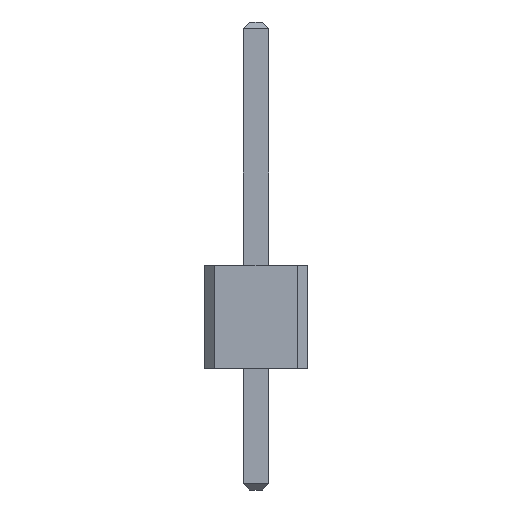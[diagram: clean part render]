
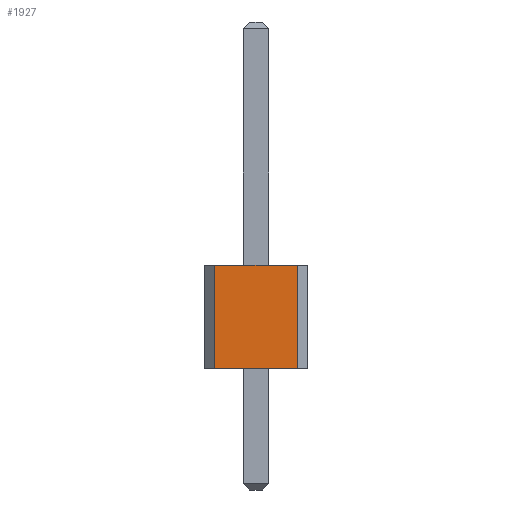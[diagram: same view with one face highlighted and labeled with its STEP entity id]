
A CAD part, front view. The second image highlights one B-rep face of the part: STEP entity #1927.
In plain terms, the highlighted planar face has unit normal (0, -1, 0).
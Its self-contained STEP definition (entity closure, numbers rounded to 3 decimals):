
#54=FACE_OUTER_BOUND('',#168,.T.);
#168=EDGE_LOOP('',(#1386,#1387,#1388,#1389));
#257=LINE('',#2626,#513);
#321=LINE('',#2753,#577);
#367=LINE('',#2844,#623);
#369=LINE('',#2848,#625);
#513=VECTOR('',#2146,1.);
#577=VECTOR('',#2212,1.);
#623=VECTOR('',#2310,1.);
#625=VECTOR('',#2316,1.);
#767=VERTEX_POINT('',#2623);
#768=VERTEX_POINT('',#2625);
#829=VERTEX_POINT('',#2750);
#830=VERTEX_POINT('',#2752);
#929=EDGE_CURVE('',#768,#767,#257,.T.);
#993=EDGE_CURVE('',#829,#830,#321,.T.);
#1039=EDGE_CURVE('',#768,#829,#367,.T.);
#1041=EDGE_CURVE('',#767,#830,#369,.T.);
#1386=ORIENTED_EDGE('',*,*,#1039,.F.);
#1387=ORIENTED_EDGE('',*,*,#929,.T.);
#1388=ORIENTED_EDGE('',*,*,#1041,.T.);
#1389=ORIENTED_EDGE('',*,*,#993,.F.);
#1714=PLANE('',#2047);
#1927=ADVANCED_FACE('',(#54),#1714,.F.);
#2047=AXIS2_PLACEMENT_3D('',#2847,#2314,#2315);
#2146=DIRECTION('',(1.,0.,0.));
#2212=DIRECTION('',(1.,0.,0.));
#2310=DIRECTION('',(0.,0.,1.));
#2314=DIRECTION('center_axis',(0.,1.,0.));
#2315=DIRECTION('ref_axis',(1.,0.,0.));
#2316=DIRECTION('',(0.,0.,1.));
#2623=CARTESIAN_POINT('',(1.016,-11.43,0.));
#2625=CARTESIAN_POINT('',(-1.016,-11.43,0.));
#2626=CARTESIAN_POINT('',(-1.016,-11.43,0.));
#2750=CARTESIAN_POINT('',(-1.016,-11.43,2.54));
#2752=CARTESIAN_POINT('',(1.016,-11.43,2.54));
#2753=CARTESIAN_POINT('',(-1.016,-11.43,2.54));
#2844=CARTESIAN_POINT('',(-1.016,-11.43,0.));
#2847=CARTESIAN_POINT('Origin',(-1.016,-11.43,0.));
#2848=CARTESIAN_POINT('',(1.016,-11.43,0.));
